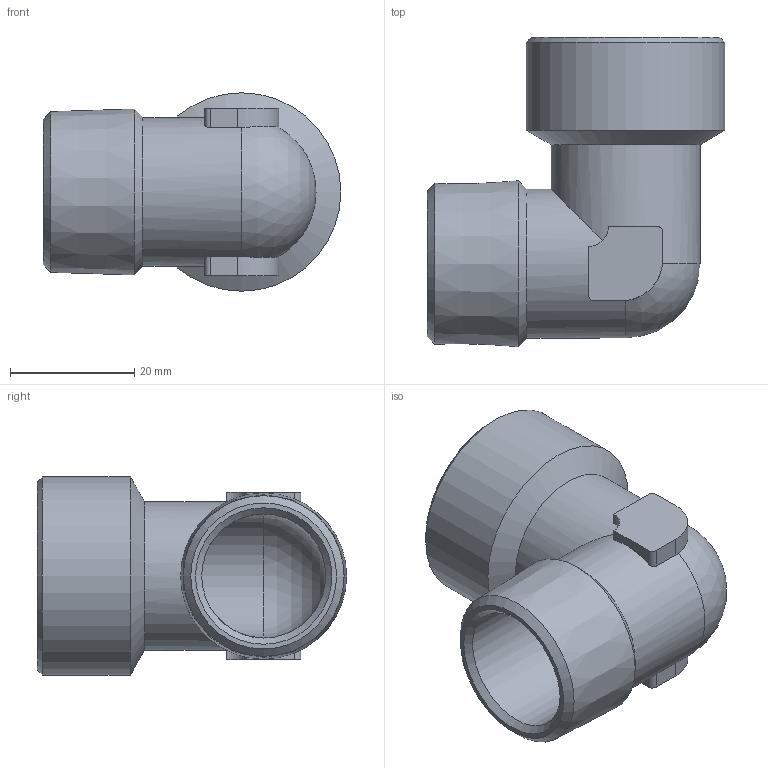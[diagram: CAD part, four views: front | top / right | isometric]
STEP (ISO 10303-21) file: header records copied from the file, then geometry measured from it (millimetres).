
FILE_DESCRIPTION(/* description */ ('STEP AP214'),/* implementation_level */ '2;1');
FILE_NAME(/* name */ '8030220_NPFC-L-R34-G34-MF',/* time_stamp */ '2024-09-12T06:15:14+02:00',/* author */ ('License CC BY-ND 4.0'),/* organization */ ('CADENAS'),/* preprocessor_version */ 'ST-DEVELOPER v19.3',/* originating_system */ 'PARTsolutions',/* authorisation */ ' ');
FILE_SCHEMA (('AUTOMOTIVE_DESIGN {1 0 10303 214 3 1 1}'));
Length unit declared in the file: millimetre
Products named in the file (1): 8030220 NPFC-L-R34-G34-MF
Bounding box: 48 x 49.88 x 32 mm (x, y, z)
Volume: 14314 mm3; surface area: 10875.6 mm2
Topology: 1 solids, 1 shells, 36 faces, 95 edges, 59 vertices
Faces by surface type: cylinder 14, plane 12, cone 8, sphere 2
Full cylindrical faces by diameter (mm): 20 x2, 24 x2, 24.117 x1, 32 x1
Entity records: 1040 total; most frequent: CARTESIAN_POINT 217, DIRECTION 166, ORIENTED_EDGE 148, EDGE_CURVE 74, AXIS2_PLACEMENT_3D 69, VERTEX_POINT 54, EDGE_LOOP 52, FACE_BOUND 52
